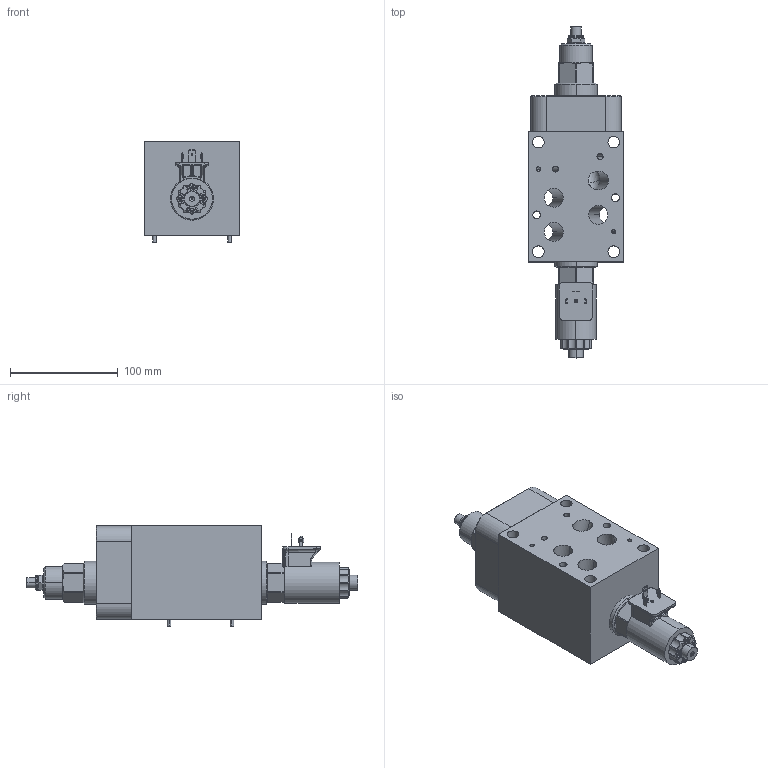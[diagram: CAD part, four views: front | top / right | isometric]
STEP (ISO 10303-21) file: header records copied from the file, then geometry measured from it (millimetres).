
FILE_DESCRIPTION((''),'2;1');
FILE_NAME('X7FRLANFA224_ASM','2020-04-13T',('ProEService'),(''),'PRO/ENGINEER BY PARAMETRIC TECHNOLOGY CORPORATION, 2014200','PRO/ENGINEER BY PARAMETRIC TECHNOLOGY CORPORATION, 2014200','');
FILE_SCHEMA(('CONFIG_CONTROL_DESIGN'));
Length unit declared in the file: inch
Products named in the file (9): 154-132; DFEA8DN; DTAFMHN224; NCFBLAN; 811-001-006; 500-001-111; 500-001-118; 700-006; X7FRLANFA224_ASM
Assembly tree (9 placements, depth 2):
  X7FRLANFA224_ASM
    154-132
    DFEA8DN
    DTAFMHN224
    NCFBLAN
    811-001-006  x2
    500-001-111
    500-001-118
    700-006
Bounding box: 88.9 x 308.04 x 93.85 mm (x, y, z)
Volume: 1140841.1 mm3; surface area: 196232.3 mm2
Topology: 9 solids, 12 shells, 1238 faces, 3378 edges, 2400 vertices
Faces by surface type: cylinder 459, plane 421, cone 183, torus 95, bspline 38, sphere 26, revolution 16
Entity records: 45789 total; most frequent: CARTESIAN_POINT 15354, DIRECTION 6341, ORIENTED_EDGE 5904, EDGE_CURVE 2952, AXIS2_PLACEMENT_3D 2345, VERTEX_POINT 1842, VECTOR 1635, LINE 1635
